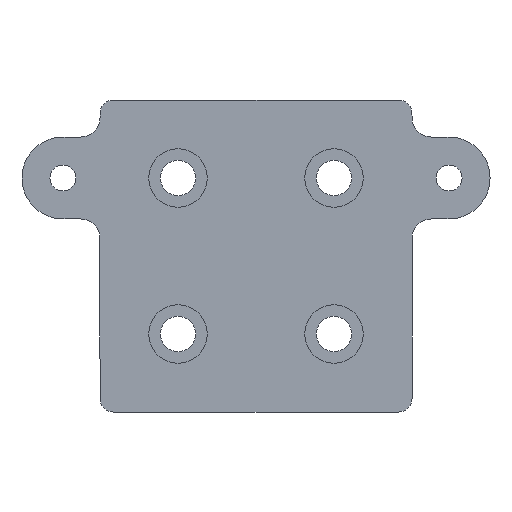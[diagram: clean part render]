
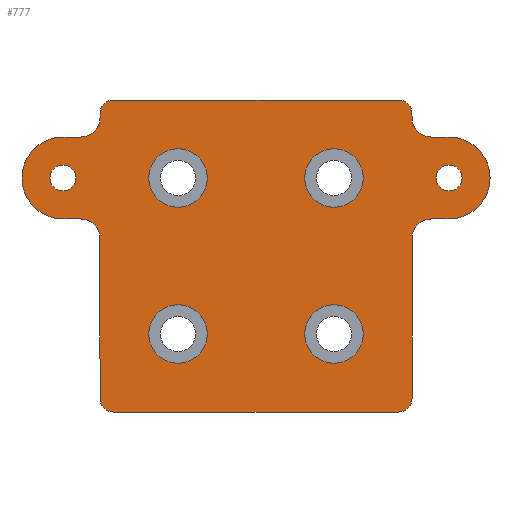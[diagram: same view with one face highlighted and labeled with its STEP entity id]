
A CAD part, front view. The second image highlights one B-rep face of the part: STEP entity #777.
In plain terms, the highlighted planar face has unit normal (0, -1, 0).
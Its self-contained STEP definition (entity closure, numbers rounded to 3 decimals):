
#81=CARTESIAN_POINT('',(-46.177,-7.5,60.));
#82=VERTEX_POINT('',#81);
#83=CARTESIAN_POINT('',(-49.5,-7.5,60.));
#84=DIRECTION('',(0.0,1.0,0.0));
#85=DIRECTION('',(1.0,0.0,0.0));
#86=AXIS2_PLACEMENT_3D('',#83,#84,#85);
#87=CIRCLE('',#86,3.324);
#88=EDGE_CURVE('',#82,#82,#87,.T.);
#130=CARTESIAN_POINT('',(52.824,-7.5,60.));
#131=VERTEX_POINT('',#130);
#132=CARTESIAN_POINT('',(49.5,-7.5,60.));
#133=DIRECTION('',(0.0,1.0,0.0));
#134=DIRECTION('',(1.0,0.0,0.0));
#135=AXIS2_PLACEMENT_3D('',#132,#133,#134);
#136=CIRCLE('',#135,3.324);
#137=EDGE_CURVE('',#131,#131,#136,.T.);
#196=CARTESIAN_POINT('',(-12.5,-7.5,20.));
#197=VERTEX_POINT('',#196);
#198=CARTESIAN_POINT('',(-20.0,-7.5,20.));
#199=DIRECTION('',(0.0,1.0,0.0));
#200=DIRECTION('',(1.0,0.0,0.0));
#201=AXIS2_PLACEMENT_3D('',#198,#199,#200);
#202=CIRCLE('',#201,7.5);
#203=EDGE_CURVE('',#197,#197,#202,.T.);
#306=CARTESIAN_POINT('',(-12.5,-7.5,60.));
#307=VERTEX_POINT('',#306);
#308=CARTESIAN_POINT('',(-20.0,-7.5,60.));
#309=DIRECTION('',(0.0,1.0,0.0));
#310=DIRECTION('',(1.0,0.0,0.0));
#311=AXIS2_PLACEMENT_3D('',#308,#309,#310);
#312=CIRCLE('',#311,7.5);
#313=EDGE_CURVE('',#307,#307,#312,.T.);
#416=CARTESIAN_POINT('',(27.5,-7.5,60.));
#417=VERTEX_POINT('',#416);
#418=CARTESIAN_POINT('',(20.0,-7.5,60.));
#419=DIRECTION('',(0.0,1.0,0.0));
#420=DIRECTION('',(1.0,0.0,0.0));
#421=AXIS2_PLACEMENT_3D('',#418,#419,#420);
#422=CIRCLE('',#421,7.5);
#423=EDGE_CURVE('',#417,#417,#422,.T.);
#526=CARTESIAN_POINT('',(27.5,-7.5,20.));
#527=VERTEX_POINT('',#526);
#528=CARTESIAN_POINT('',(20.0,-7.5,20.));
#529=DIRECTION('',(0.0,1.0,0.0));
#530=DIRECTION('',(1.0,0.0,0.0));
#531=AXIS2_PLACEMENT_3D('',#528,#529,#530);
#532=CIRCLE('',#531,7.5);
#533=EDGE_CURVE('',#527,#527,#532,.T.);
#582=CARTESIAN_POINT('',(0.,-7.5,42.906));
#583=DIRECTION('',(0.0,1.0,0.0));
#584=DIRECTION('',(0.0,0.0,1.0));
#585=AXIS2_PLACEMENT_3D('',#582,#583,#584);
#586=PLANE('',#585);
#587=CARTESIAN_POINT('',(36.5,-7.5,0.));
#588=VERTEX_POINT('',#587);
#589=CARTESIAN_POINT('',(-36.5,-7.5,0.));
#590=VERTEX_POINT('',#589);
#591=CARTESIAN_POINT('',(36.5,-7.5,0.));
#592=DIRECTION('',(-1.0,0.0,0.0));
#593=VECTOR('',#592,73.);
#594=LINE('',#591,#593);
#595=EDGE_CURVE('',#588,#590,#594,.T.);
#596=ORIENTED_EDGE('',*,*,#595,.F.);
#597=CARTESIAN_POINT('',(40.0,-7.5,3.5));
#598=VERTEX_POINT('',#597);
#599=CARTESIAN_POINT('',(36.5,-7.5,3.5));
#600=DIRECTION('',(0.0,1.0,0.0));
#601=DIRECTION('',(1.0,0.0,0.0));
#602=AXIS2_PLACEMENT_3D('',#599,#600,#601);
#603=CIRCLE('',#602,3.5);
#604=EDGE_CURVE('',#598,#588,#603,.T.);
#605=ORIENTED_EDGE('',*,*,#604,.F.);
#606=CARTESIAN_POINT('',(40.,-7.5,44.5));
#607=VERTEX_POINT('',#606);
#608=CARTESIAN_POINT('',(40.,-7.5,44.5));
#609=DIRECTION('',(0.0,0.0,-1.0));
#610=VECTOR('',#609,41.0);
#611=LINE('',#608,#610);
#612=EDGE_CURVE('',#607,#598,#611,.T.);
#613=ORIENTED_EDGE('',*,*,#612,.F.);
#614=CARTESIAN_POINT('',(45.,-7.5,49.5));
#615=VERTEX_POINT('',#614);
#616=CARTESIAN_POINT('',(45.,-7.5,44.5));
#617=DIRECTION('',(0.0,-1.0,0.0));
#618=DIRECTION('',(1.0,0.0,0.0));
#619=AXIS2_PLACEMENT_3D('',#616,#617,#618);
#620=CIRCLE('',#619,5.);
#621=EDGE_CURVE('',#615,#607,#620,.T.);
#622=ORIENTED_EDGE('',*,*,#621,.F.);
#623=CARTESIAN_POINT('',(49.5,-7.5,49.5));
#624=VERTEX_POINT('',#623);
#625=CARTESIAN_POINT('',(49.5,-7.5,49.5));
#626=DIRECTION('',(-1.0,0.0,0.0));
#627=VECTOR('',#626,4.5);
#628=LINE('',#625,#627);
#629=EDGE_CURVE('',#624,#615,#628,.T.);
#630=ORIENTED_EDGE('',*,*,#629,.F.);
#631=CARTESIAN_POINT('',(49.5,-7.5,70.5));
#632=VERTEX_POINT('',#631);
#633=CARTESIAN_POINT('',(49.5,-7.5,60.));
#634=DIRECTION('',(0.0,1.0,0.0));
#635=DIRECTION('',(1.0,0.0,0.0));
#636=AXIS2_PLACEMENT_3D('',#633,#634,#635);
#637=CIRCLE('',#636,10.5);
#638=EDGE_CURVE('',#632,#624,#637,.T.);
#639=ORIENTED_EDGE('',*,*,#638,.F.);
#640=CARTESIAN_POINT('',(45.0,-7.5,70.5));
#641=VERTEX_POINT('',#640);
#642=CARTESIAN_POINT('',(45.0,-7.5,70.5));
#643=DIRECTION('',(1.0,0.0,0.0));
#644=VECTOR('',#643,4.5);
#645=LINE('',#642,#644);
#646=EDGE_CURVE('',#641,#632,#645,.T.);
#647=ORIENTED_EDGE('',*,*,#646,.F.);
#648=CARTESIAN_POINT('',(40.,-7.5,75.5));
#649=VERTEX_POINT('',#648);
#650=CARTESIAN_POINT('',(45.0,-7.5,75.5));
#651=DIRECTION('',(0.0,-1.0,0.0));
#652=DIRECTION('',(0.0,0.0,1.0));
#653=AXIS2_PLACEMENT_3D('',#650,#651,#652);
#654=CIRCLE('',#653,5.);
#655=EDGE_CURVE('',#649,#641,#654,.T.);
#656=ORIENTED_EDGE('',*,*,#655,.F.);
#657=CARTESIAN_POINT('',(40.,-7.5,76.5));
#658=VERTEX_POINT('',#657);
#659=CARTESIAN_POINT('',(40.,-7.5,76.5));
#660=DIRECTION('',(0.0,0.0,-1.0));
#661=VECTOR('',#660,1.0);
#662=LINE('',#659,#661);
#663=EDGE_CURVE('',#658,#649,#662,.T.);
#664=ORIENTED_EDGE('',*,*,#663,.F.);
#665=CARTESIAN_POINT('',(36.5,-7.5,80.));
#666=VERTEX_POINT('',#665);
#667=CARTESIAN_POINT('',(36.5,-7.5,76.5));
#668=DIRECTION('',(0.0,1.0,0.0));
#669=DIRECTION('',(0.0,0.0,1.0));
#670=AXIS2_PLACEMENT_3D('',#667,#668,#669);
#671=CIRCLE('',#670,3.5);
#672=EDGE_CURVE('',#666,#658,#671,.T.);
#673=ORIENTED_EDGE('',*,*,#672,.F.);
#674=CARTESIAN_POINT('',(-36.5,-7.5,80.));
#675=VERTEX_POINT('',#674);
#676=CARTESIAN_POINT('',(-36.5,-7.5,80.));
#677=DIRECTION('',(1.0,0.0,0.0));
#678=VECTOR('',#677,73.);
#679=LINE('',#676,#678);
#680=EDGE_CURVE('',#675,#666,#679,.T.);
#681=ORIENTED_EDGE('',*,*,#680,.F.);
#682=CARTESIAN_POINT('',(-40.,-7.5,76.5));
#683=VERTEX_POINT('',#682);
#684=CARTESIAN_POINT('',(-36.5,-7.5,76.5));
#685=DIRECTION('',(0.0,1.0,0.0));
#686=DIRECTION('',(-1.0,0.0,0.0));
#687=AXIS2_PLACEMENT_3D('',#684,#685,#686);
#688=CIRCLE('',#687,3.5);
#689=EDGE_CURVE('',#683,#675,#688,.T.);
#690=ORIENTED_EDGE('',*,*,#689,.F.);
#691=CARTESIAN_POINT('',(-40.,-7.5,75.5));
#692=VERTEX_POINT('',#691);
#693=CARTESIAN_POINT('',(-40.,-7.5,75.5));
#694=DIRECTION('',(0.0,0.0,1.0));
#695=VECTOR('',#694,1.0);
#696=LINE('',#693,#695);
#697=EDGE_CURVE('',#692,#683,#696,.T.);
#698=ORIENTED_EDGE('',*,*,#697,.F.);
#699=CARTESIAN_POINT('',(-45.0,-7.5,70.5));
#700=VERTEX_POINT('',#699);
#701=CARTESIAN_POINT('',(-45.0,-7.5,75.5));
#702=DIRECTION('',(0.0,-1.0,0.0));
#703=DIRECTION('',(-1.0,0.0,0.0));
#704=AXIS2_PLACEMENT_3D('',#701,#702,#703);
#705=CIRCLE('',#704,5.);
#706=EDGE_CURVE('',#700,#692,#705,.T.);
#707=ORIENTED_EDGE('',*,*,#706,.F.);
#708=CARTESIAN_POINT('',(-49.5,-7.5,70.5));
#709=VERTEX_POINT('',#708);
#710=CARTESIAN_POINT('',(-49.5,-7.5,70.5));
#711=DIRECTION('',(1.0,0.0,0.0));
#712=VECTOR('',#711,4.5);
#713=LINE('',#710,#712);
#714=EDGE_CURVE('',#709,#700,#713,.T.);
#715=ORIENTED_EDGE('',*,*,#714,.F.);
#716=CARTESIAN_POINT('',(-49.5,-7.5,49.5));
#717=VERTEX_POINT('',#716);
#718=CARTESIAN_POINT('',(-49.5,-7.5,60.));
#719=DIRECTION('',(0.0,1.0,0.0));
#720=DIRECTION('',(-1.0,0.0,0.0));
#721=AXIS2_PLACEMENT_3D('',#718,#719,#720);
#722=CIRCLE('',#721,10.5);
#723=EDGE_CURVE('',#717,#709,#722,.T.);
#724=ORIENTED_EDGE('',*,*,#723,.F.);
#725=CARTESIAN_POINT('',(-45.,-7.5,49.5));
#726=VERTEX_POINT('',#725);
#727=CARTESIAN_POINT('',(-45.,-7.5,49.5));
#728=DIRECTION('',(-1.0,0.0,0.0));
#729=VECTOR('',#728,4.5);
#730=LINE('',#727,#729);
#731=EDGE_CURVE('',#726,#717,#730,.T.);
#732=ORIENTED_EDGE('',*,*,#731,.F.);
#733=CARTESIAN_POINT('',(-40.,-7.5,44.5));
#734=VERTEX_POINT('',#733);
#735=CARTESIAN_POINT('',(-45.,-7.5,44.5));
#736=DIRECTION('',(0.0,-1.0,0.0));
#737=DIRECTION('',(0.0,0.0,-1.0));
#738=AXIS2_PLACEMENT_3D('',#735,#736,#737);
#739=CIRCLE('',#738,5.);
#740=EDGE_CURVE('',#734,#726,#739,.T.);
#741=ORIENTED_EDGE('',*,*,#740,.F.);
#742=CARTESIAN_POINT('',(-40.0,-7.5,3.5));
#743=VERTEX_POINT('',#742);
#744=CARTESIAN_POINT('',(-40.0,-7.5,3.5));
#745=DIRECTION('',(0.0,0.0,1.0));
#746=VECTOR('',#745,41.0);
#747=LINE('',#744,#746);
#748=EDGE_CURVE('',#743,#734,#747,.T.);
#749=ORIENTED_EDGE('',*,*,#748,.F.);
#750=CARTESIAN_POINT('',(-36.5,-7.5,3.5));
#751=DIRECTION('',(0.0,1.0,0.0));
#752=DIRECTION('',(0.0,0.0,-1.0));
#753=AXIS2_PLACEMENT_3D('',#750,#751,#752);
#754=CIRCLE('',#753,3.5);
#755=EDGE_CURVE('',#590,#743,#754,.T.);
#756=ORIENTED_EDGE('',*,*,#755,.F.);
#757=EDGE_LOOP('',(#596,#605,#613,#622,#630,#639,#647,#656,#664,#673,#681,#690,#698,#707,#715,#724,#732,#741,#749,#756));
#758=FACE_OUTER_BOUND('',#757,.T.);
#759=ORIENTED_EDGE('',*,*,#88,.T.);
#760=EDGE_LOOP('',(#759));
#761=FACE_BOUND('',#760,.T.);
#762=ORIENTED_EDGE('',*,*,#137,.T.);
#763=EDGE_LOOP('',(#762));
#764=FACE_BOUND('',#763,.T.);
#765=ORIENTED_EDGE('',*,*,#203,.T.);
#766=EDGE_LOOP('',(#765));
#767=FACE_BOUND('',#766,.T.);
#768=ORIENTED_EDGE('',*,*,#313,.T.);
#769=EDGE_LOOP('',(#768));
#770=FACE_BOUND('',#769,.T.);
#771=ORIENTED_EDGE('',*,*,#423,.T.);
#772=EDGE_LOOP('',(#771));
#773=FACE_BOUND('',#772,.T.);
#774=ORIENTED_EDGE('',*,*,#533,.T.);
#775=EDGE_LOOP('',(#774));
#776=FACE_BOUND('',#775,.T.);
#777=ADVANCED_FACE('',(#758,#761,#764,#767,#770,#773,#776),#586,.F.);
